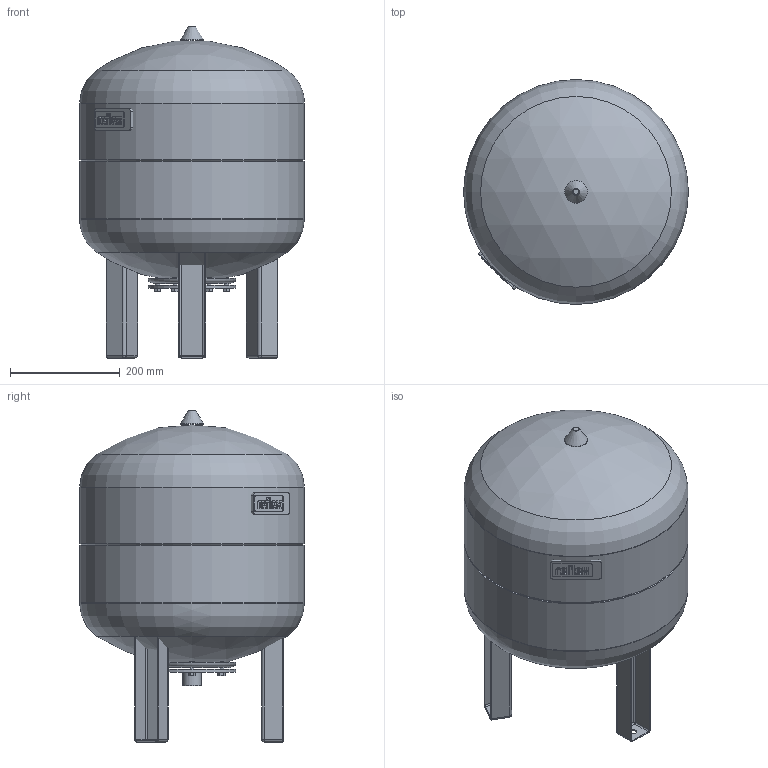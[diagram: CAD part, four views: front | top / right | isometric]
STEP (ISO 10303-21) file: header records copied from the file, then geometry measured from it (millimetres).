
FILE_DESCRIPTION(/* description */ (''),/* implementation_level */ '2;1');
FILE_NAME(/* name */ '3d_RefixDE50_10bar-7306005.stp',/* time_stamp */ '2015-09-17T13:47:24+02:00',/* author */ ('Andrzej'),/* organization */ (''),/* preprocessor_version */ 'ST-DEVELOPER v15.5',/* originating_system */ 'AutoCAD Mechanical',/* authorisation */ '');
FILE_SCHEMA (('AUTOMOTIVE_DESIGN { 1 0 10303 214 3 1 1 }'));
Length unit declared in the file: millimetre
Products named in the file (1): Product
Bounding box: 409 x 409 x 604 mm (x, y, z)
Volume: 48097737.9 mm3; surface area: 1449986 mm2
Topology: 17 solids, 17 shells, 391 faces, 937 edges, 591 vertices
Faces by surface type: plane 196, cylinder 148, torus 22, sphere 14, cone 11
Full cylindrical faces by diameter (mm): 6 x1, 8 x12, 9 x1, 13.4 x3, 14.1 x1, 17.1 x1, 33.7 x1, 89 x1, 140 x1, 150 x1, 160 x2, 409 x4
Entity records: 10986 total; most frequent: DIRECTION 1986, CARTESIAN_POINT 1840, ORIENTED_EDGE 1732, EDGE_CURVE 866, AXIS2_PLACEMENT_3D 728, VERTEX_POINT 582, LINE 530, VECTOR 530
